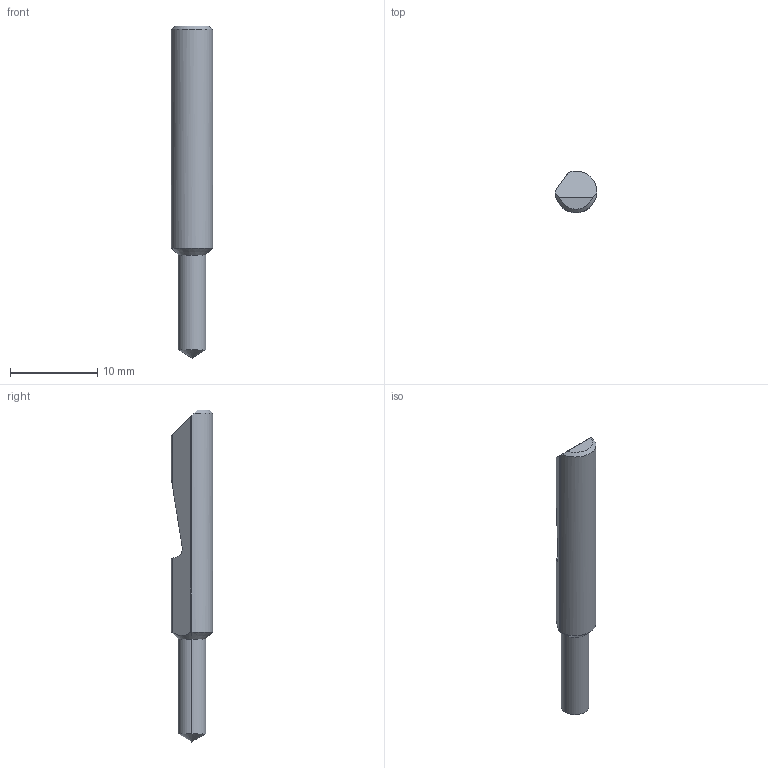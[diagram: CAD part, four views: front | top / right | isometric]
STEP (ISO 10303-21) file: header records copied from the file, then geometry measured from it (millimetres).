
FILE_DESCRIPTION (( 'STEP AP214' ), '1' );
FILE_NAME ('Micro_QSD-125X.STEP', '2021-08-31T17:38:31', ( '' ), ( '' ), 'SwSTEP 2.0', 'SolidWorks 2020', '' );
FILE_SCHEMA (( 'AUTOMOTIVE_DESIGN' ));
Length unit declared in the file: inch
Products named in the file (1): Micro_QSD-125X
Bounding box: 4.76 x 4.76 x 38.1 mm (x, y, z)
Volume: 506.5 mm3; surface area: 511.1 mm2
Topology: 1 solids, 1 shells, 16 faces, 39 edges, 23 vertices
Faces by surface type: cylinder 6, cone 5, plane 5
Entity records: 506 total; most frequent: CARTESIAN_POINT 122, ORIENTED_EDGE 74, DIRECTION 69, EDGE_CURVE 37, AXIS2_PLACEMENT_3D 26, VERTEX_POINT 23, VECTOR 17, LINE 17
